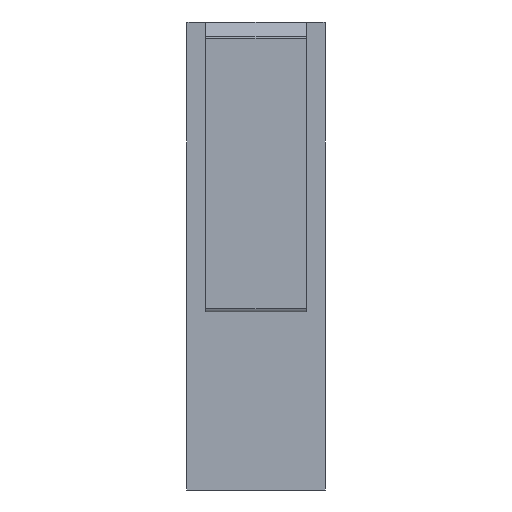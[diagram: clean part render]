
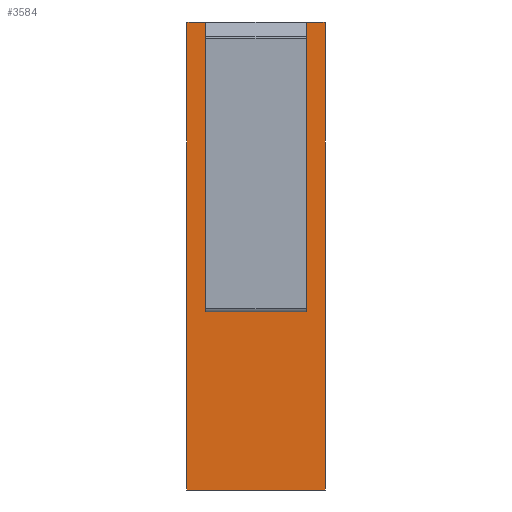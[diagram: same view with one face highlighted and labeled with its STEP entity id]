
A CAD part, front view. The second image highlights one B-rep face of the part: STEP entity #3584.
In plain terms, the highlighted planar face has unit normal (0, -1, 0).
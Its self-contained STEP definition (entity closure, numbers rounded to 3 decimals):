
#25 = ORIENTED_EDGE ( 'NONE', *, *, #3396, .T. ) ;
#168 = CARTESIAN_POINT ( 'NONE',  ( -6.65, 0., 38.4 ) ) ;
#329 = DIRECTION ( 'NONE',  ( 0., 0., -1. ) ) ;
#350 = CARTESIAN_POINT ( 'NONE',  ( 9.15, 0., 0. ) ) ;
#402 = ORIENTED_EDGE ( 'NONE', *, *, #6849, .T. ) ;
#444 = ORIENTED_EDGE ( 'NONE', *, *, #1748, .F. ) ;
#543 = CARTESIAN_POINT ( 'NONE',  ( 9.15, 0., -23.6 ) ) ;
#576 = ORIENTED_EDGE ( 'NONE', *, *, #809, .T. ) ;
#588 = FACE_OUTER_BOUND ( 'NONE', #1823, .T. ) ;
#720 = VERTEX_POINT ( 'NONE', #168 ) ;
#809 = EDGE_CURVE ( 'NONE', #6780, #720, #7381, .T. ) ;
#904 = CARTESIAN_POINT ( 'NONE',  ( -6.65, 0., 0. ) ) ;
#997 = PLANE ( 'NONE',  #4114 ) ;
#1054 = DIRECTION ( 'NONE',  ( 0., 0., 1. ) ) ;
#1342 = LINE ( 'NONE', #7393, #7311 ) ;
#1372 = VERTEX_POINT ( 'NONE', #4239 ) ;
#1385 = ORIENTED_EDGE ( 'NONE', *, *, #7401, .T. ) ;
#1401 = VECTOR ( 'NONE', #1704, 1000. ) ;
#1704 = DIRECTION ( 'NONE',  ( -1., 0., 0. ) ) ;
#1748 = EDGE_CURVE ( 'NONE', #3283, #1842, #1776, .T. ) ;
#1776 = LINE ( 'NONE', #5214, #1401 ) ;
#1823 = EDGE_LOOP ( 'NONE', ( #402, #444, #4787, #25, #4259, #6626, #576, #1385 ) ) ;
#1842 = VERTEX_POINT ( 'NONE', #4845 ) ;
#1887 = CARTESIAN_POINT ( 'NONE',  ( -9.15, 0., 38.4 ) ) ;
#1935 = CARTESIAN_POINT ( 'NONE',  ( -6.65, 0., -23.6 ) ) ;
#2066 = CARTESIAN_POINT ( 'NONE',  ( 9.15, 0., 0. ) ) ;
#2089 = CARTESIAN_POINT ( 'NONE',  ( -9.15, 0., 0. ) ) ;
#2348 = VECTOR ( 'NONE', #3935, 1000. ) ;
#2454 = LINE ( 'NONE', #2066, #2348 ) ;
#2499 = DIRECTION ( 'NONE',  ( 0., 0., 1. ) ) ;
#2545 = EDGE_CURVE ( 'NONE', #1372, #3283, #1342, .T. ) ;
#3049 = CARTESIAN_POINT ( 'NONE',  ( 9.15, 0., 38.4 ) ) ;
#3283 = VERTEX_POINT ( 'NONE', #543 ) ;
#3335 = VECTOR ( 'NONE', #1054, 1000. ) ;
#3396 = EDGE_CURVE ( 'NONE', #1372, #3977, #5744, .T. ) ;
#3423 = CARTESIAN_POINT ( 'NONE',  ( 6.65, 0., -23.6 ) ) ;
#3472 = VERTEX_POINT ( 'NONE', #7328 ) ;
#3584 = ADVANCED_FACE ( 'NONE', ( #588 ), #997, .F. ) ;
#3935 = DIRECTION ( 'NONE',  ( -1., 0., 0. ) ) ;
#3977 = VERTEX_POINT ( 'NONE', #4346 ) ;
#4114 = AXIS2_PLACEMENT_3D ( 'NONE', #350, #5155, #5639 ) ;
#4239 = CARTESIAN_POINT ( 'NONE',  ( 9.15, 0., 38.4 ) ) ;
#4259 = ORIENTED_EDGE ( 'NONE', *, *, #7338, .F. ) ;
#4346 = CARTESIAN_POINT ( 'NONE',  ( 6.65, 0., 38.4 ) ) ;
#4517 = VECTOR ( 'NONE', #4785, 1000. ) ;
#4695 = LINE ( 'NONE', #3423, #3335 ) ;
#4727 = VECTOR ( 'NONE', #2499, 1000. ) ;
#4785 = DIRECTION ( 'NONE',  ( -1., 0., 0. ) ) ;
#4787 = ORIENTED_EDGE ( 'NONE', *, *, #2545, .F. ) ;
#4845 = CARTESIAN_POINT ( 'NONE',  ( -9.15, 0., -23.6 ) ) ;
#5155 = DIRECTION ( 'NONE',  ( 0., 1., 0. ) ) ;
#5214 = CARTESIAN_POINT ( 'NONE',  ( 9.15, 0., -23.6 ) ) ;
#5417 = CARTESIAN_POINT ( 'NONE',  ( 6.65, 0., 0. ) ) ;
#5508 = LINE ( 'NONE', #1887, #4517 ) ;
#5623 = VECTOR ( 'NONE', #6102, 1000. ) ;
#5639 = DIRECTION ( 'NONE',  ( 1., 0., 0. ) ) ;
#5744 = LINE ( 'NONE', #3049, #7493 ) ;
#6102 = DIRECTION ( 'NONE',  ( 0., 0., -1. ) ) ;
#6260 = EDGE_CURVE ( 'NONE', #6704, #6780, #2454, .T. ) ;
#6626 = ORIENTED_EDGE ( 'NONE', *, *, #6260, .T. ) ;
#6704 = VERTEX_POINT ( 'NONE', #5417 ) ;
#6780 = VERTEX_POINT ( 'NONE', #904 ) ;
#6849 = EDGE_CURVE ( 'NONE', #3472, #1842, #7195, .T. ) ;
#7138 = DIRECTION ( 'NONE',  ( -1., 0., 0. ) ) ;
#7195 = LINE ( 'NONE', #2089, #5623 ) ;
#7311 = VECTOR ( 'NONE', #329, 1000. ) ;
#7328 = CARTESIAN_POINT ( 'NONE',  ( -9.15, 0., 38.4 ) ) ;
#7338 = EDGE_CURVE ( 'NONE', #6704, #3977, #4695, .T. ) ;
#7381 = LINE ( 'NONE', #1935, #4727 ) ;
#7393 = CARTESIAN_POINT ( 'NONE',  ( 9.15, 0., 0. ) ) ;
#7401 = EDGE_CURVE ( 'NONE', #720, #3472, #5508, .T. ) ;
#7493 = VECTOR ( 'NONE', #7138, 1000. ) ;
